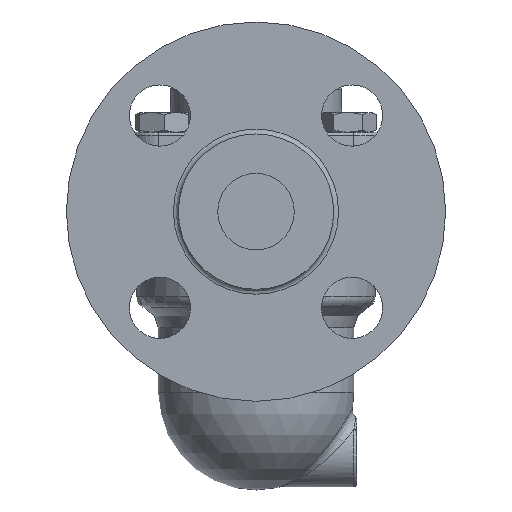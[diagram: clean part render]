
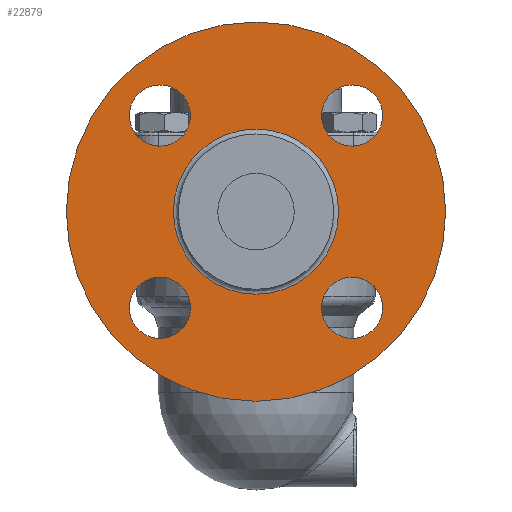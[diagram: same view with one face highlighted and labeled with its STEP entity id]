
A CAD part, left-side view. The second image highlights one B-rep face of the part: STEP entity #22879.
In plain terms, the highlighted planar face has unit normal (-1, 0, 0).
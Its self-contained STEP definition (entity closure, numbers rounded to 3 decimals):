
#22773=CARTESIAN_POINT('',(-105.4,0.,61.));
#22774=VERTEX_POINT('',#22773);
#22775=CARTESIAN_POINT('',(-105.4,0.0,-1.));
#22776=DIRECTION('',(1.0,0.0,0.0));
#22777=DIRECTION('',(0.0,0.0,-1.0));
#22778=AXIS2_PLACEMENT_3D('',#22775,#22776,#22777);
#22779=CIRCLE('',#22778,62.0);
#22780=EDGE_CURVE('',#22774,#22774,#22779,.T.);
#22816=CARTESIAN_POINT('',(-105.4,0.0,-1.));
#22817=DIRECTION('',(1.0,0.0,0.0));
#22818=DIRECTION('',(0.0,0.0,-1.0));
#22819=AXIS2_PLACEMENT_3D('',#22816,#22817,#22818);
#22820=PLANE('',#22819);
#22821=ORIENTED_EDGE('',*,*,#22780,.F.);
#22822=EDGE_LOOP('',(#22821));
#22823=FACE_OUTER_BOUND('',#22822,.T.);
#22824=CARTESIAN_POINT('',(-105.4,0.,26.));
#22825=VERTEX_POINT('',#22824);
#22826=CARTESIAN_POINT('',(-105.4,0.0,-1.));
#22827=DIRECTION('',(-1.0,0.0,0.0));
#22828=DIRECTION('',(0.0,0.0,-1.0));
#22829=AXIS2_PLACEMENT_3D('',#22826,#22827,#22828);
#22830=CIRCLE('',#22829,27.0);
#22831=EDGE_CURVE('',#22825,#22825,#22830,.T.);
#22832=ORIENTED_EDGE('',*,*,#22831,.F.);
#22833=EDGE_LOOP('',(#22832));
#22834=FACE_BOUND('',#22833,.T.);
#22835=CARTESIAN_POINT('',(-105.4,31.431,20.431));
#22836=VERTEX_POINT('',#22835);
#22837=CARTESIAN_POINT('',(-105.4,31.431,30.431));
#22838=DIRECTION('',(1.0,0.0,0.0));
#22839=DIRECTION('',(0.0,0.0,1.0));
#22840=AXIS2_PLACEMENT_3D('',#22837,#22838,#22839);
#22841=CIRCLE('',#22840,10.0);
#22842=EDGE_CURVE('',#22836,#22836,#22841,.T.);
#22843=ORIENTED_EDGE('',*,*,#22842,.T.);
#22844=EDGE_LOOP('',(#22843));
#22845=FACE_BOUND('',#22844,.T.);
#22846=CARTESIAN_POINT('',(-105.4,-21.431,30.431));
#22847=VERTEX_POINT('',#22846);
#22848=CARTESIAN_POINT('',(-105.4,-31.431,30.431));
#22849=DIRECTION('',(1.0,0.0,0.0));
#22850=DIRECTION('',(0.0,-1.0,0.0));
#22851=AXIS2_PLACEMENT_3D('',#22848,#22849,#22850);
#22852=CIRCLE('',#22851,10.0);
#22853=EDGE_CURVE('',#22847,#22847,#22852,.T.);
#22854=ORIENTED_EDGE('',*,*,#22853,.T.);
#22855=EDGE_LOOP('',(#22854));
#22856=FACE_BOUND('',#22855,.T.);
#22857=CARTESIAN_POINT('',(-105.4,-31.431,-22.431));
#22858=VERTEX_POINT('',#22857);
#22859=CARTESIAN_POINT('',(-105.4,-31.431,-32.431));
#22860=DIRECTION('',(1.0,0.0,0.0));
#22861=DIRECTION('',(0.0,0.0,-1.0));
#22862=AXIS2_PLACEMENT_3D('',#22859,#22860,#22861);
#22863=CIRCLE('',#22862,10.0);
#22864=EDGE_CURVE('',#22858,#22858,#22863,.T.);
#22865=ORIENTED_EDGE('',*,*,#22864,.T.);
#22866=EDGE_LOOP('',(#22865));
#22867=FACE_BOUND('',#22866,.T.);
#22868=CARTESIAN_POINT('',(-105.4,21.431,-32.431));
#22869=VERTEX_POINT('',#22868);
#22870=CARTESIAN_POINT('',(-105.4,31.431,-32.431));
#22871=DIRECTION('',(1.0,0.0,0.0));
#22872=DIRECTION('',(0.0,1.0,0.0));
#22873=AXIS2_PLACEMENT_3D('',#22870,#22871,#22872);
#22874=CIRCLE('',#22873,10.0);
#22875=EDGE_CURVE('',#22869,#22869,#22874,.T.);
#22876=ORIENTED_EDGE('',*,*,#22875,.T.);
#22877=EDGE_LOOP('',(#22876));
#22878=FACE_BOUND('',#22877,.T.);
#22879=ADVANCED_FACE('',(#22823,#22834,#22845,#22856,#22867,#22878),#22820,.F.);
